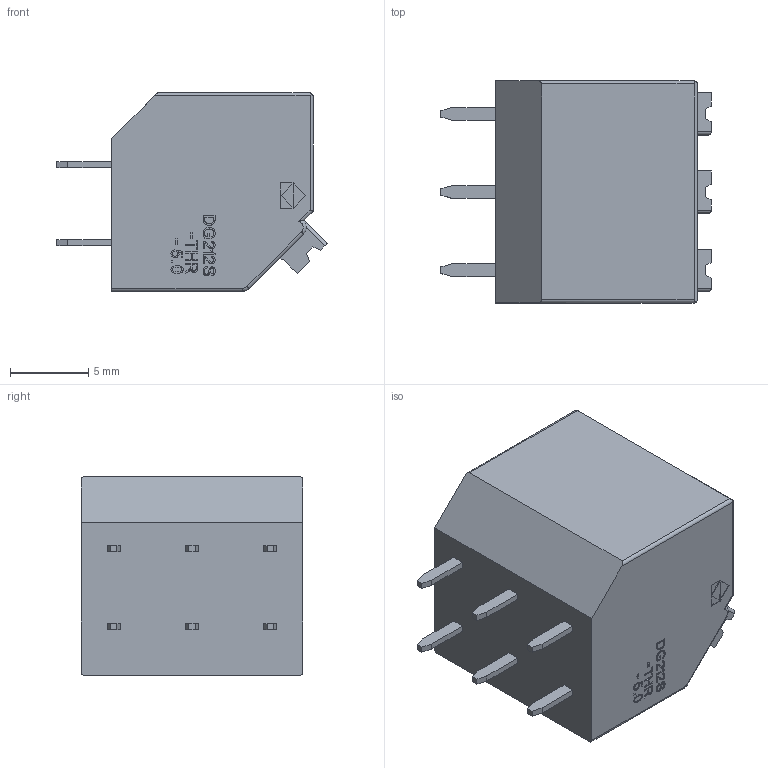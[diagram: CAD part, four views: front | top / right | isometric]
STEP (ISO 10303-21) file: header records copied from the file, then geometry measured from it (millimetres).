
FILE_DESCRIPTION(/* description */ ('Unknown'),/* implementation_level */ '2;1');
FILE_NAME(/* name */ 'DG212S-THR-03P-1Y-00A-C',/* time_stamp */ '2022-03-25T11:33:19+08:00',/* author */ ('Unknown'),/* organization */ ('Unknown'),/* preprocessor_version */ 'ST-DEVELOPER v16.7',/* originating_system */ 'Solid Edge',/* authorisation */ 'Unknown');
FILE_SCHEMA (('AP203_CONFIGURATION_CONTROLLED_3D_DESIGN_OF_MECHANICAL_PARTS_AND_ASSEMBLIES_MIM_LF { 1 0 10303 203 3 1 4 }','AUTOMOTIVE_DESIGN {1 0 10303 214 3 1 1}'));
Length unit declared in the file: millimetre
Products named in the file (1): DG212S-THR-04P-1Y-00A-C
Bounding box: 17.3 x 14.2 x 12.7 mm (x, y, z)
Volume: 2077.7 mm3; surface area: 1328.6 mm2
Topology: 1 solids, 1 shells, 617 faces, 1735 edges, 1147 vertices
Faces by surface type: plane 409, cylinder 186, bspline 11, cone 6, torus 4, sphere 1
Full cylindrical faces by diameter (mm): 1.3 x3
Entity records: 24610 total; most frequent: CARTESIAN_POINT 4458, ORIENTED_EDGE 3456, DIRECTION 3098, EDGE_CURVE 1728, LINE 1144, VECTOR 1144, VERTEX_POINT 1144, AXIS2_PLACEMENT_3D 977
